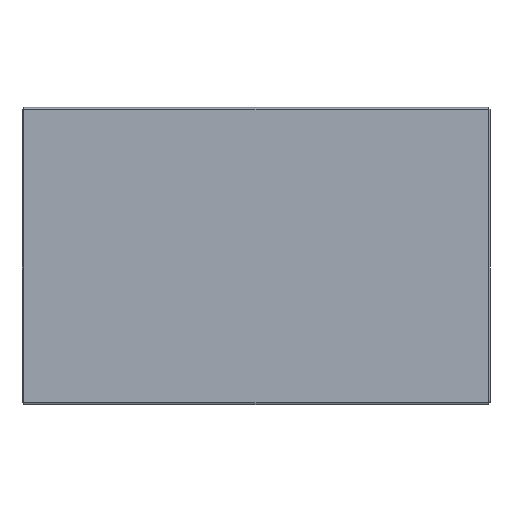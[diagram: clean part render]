
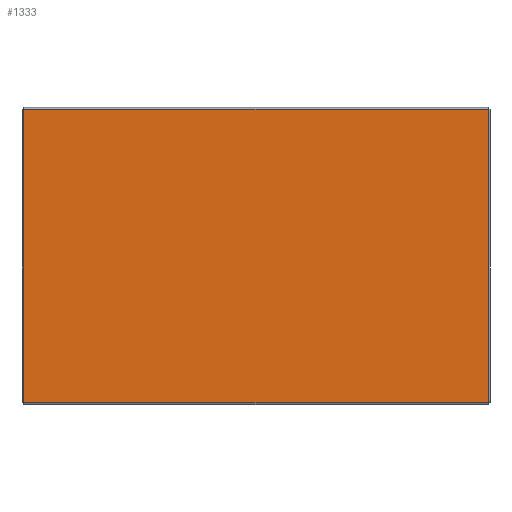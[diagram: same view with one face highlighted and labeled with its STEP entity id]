
A CAD part, top view. The second image highlights one B-rep face of the part: STEP entity #1333.
In plain terms, the highlighted planar face has unit normal (0, 0, 1).
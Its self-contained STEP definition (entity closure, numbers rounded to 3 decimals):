
#64 = DIRECTION ( 'NONE',  ( 0., -1., 0. ) ) ;
#218 = EDGE_CURVE ( 'NONE', #1194, #1282, #578, .T. ) ;
#220 = DIRECTION ( 'NONE',  ( 1., 0., 0. ) ) ;
#249 = DIRECTION ( 'NONE',  ( 0., 1., 0. ) ) ;
#297 = ORIENTED_EDGE ( 'NONE', *, *, #218, .F. ) ;
#302 = CARTESIAN_POINT ( 'NONE',  ( 450., -284.5, 0. ) ) ;
#340 = VERTEX_POINT ( 'NONE', #302 ) ;
#383 = VECTOR ( 'NONE', #249, 1000. ) ;
#430 = ORIENTED_EDGE ( 'NONE', *, *, #495, .T. ) ;
#495 = EDGE_CURVE ( 'NONE', #511, #1282, #509, .T. ) ;
#509 = LINE ( 'NONE', #1102, #1373 ) ;
#511 = VERTEX_POINT ( 'NONE', #975 ) ;
#529 = ORIENTED_EDGE ( 'NONE', *, *, #1009, .F. ) ;
#541 = AXIS2_PLACEMENT_3D ( 'NONE', #594, #1246, #1121 ) ;
#578 = LINE ( 'NONE', #1668, #383 ) ;
#594 = CARTESIAN_POINT ( 'NONE',  ( 0., 0., 0. ) ) ;
#706 = DIRECTION ( 'NONE',  ( -1., 0., 0. ) ) ;
#937 = LINE ( 'NONE', #1242, #1327 ) ;
#975 = CARTESIAN_POINT ( 'NONE',  ( 450., 284.5, 0. ) ) ;
#981 = VECTOR ( 'NONE', #220, 1000. ) ;
#1009 = EDGE_CURVE ( 'NONE', #511, #340, #937, .T. ) ;
#1102 = CARTESIAN_POINT ( 'NONE',  ( -453., 284.5, 0. ) ) ;
#1121 = DIRECTION ( 'NONE',  ( 1., 0., 0. ) ) ;
#1122 = EDGE_CURVE ( 'NONE', #1194, #340, #1274, .T. ) ;
#1194 = VERTEX_POINT ( 'NONE', #1671 ) ;
#1236 = EDGE_LOOP ( 'NONE', ( #430, #297, #1257, #529 ) ) ;
#1242 = CARTESIAN_POINT ( 'NONE',  ( 450., 284.5, 0. ) ) ;
#1246 = DIRECTION ( 'NONE',  ( 0., 0., 1. ) ) ;
#1257 = ORIENTED_EDGE ( 'NONE', *, *, #1122, .T. ) ;
#1274 = LINE ( 'NONE', #1275, #981 ) ;
#1275 = CARTESIAN_POINT ( 'NONE',  ( -453., -284.5, 0. ) ) ;
#1282 = VERTEX_POINT ( 'NONE', #1593 ) ;
#1327 = VECTOR ( 'NONE', #64, 1000. ) ;
#1333 = ADVANCED_FACE ( 'NONE', ( #1559 ), #1502, .T. ) ;
#1373 = VECTOR ( 'NONE', #706, 1000. ) ;
#1502 = PLANE ( 'NONE',  #541 ) ;
#1559 = FACE_OUTER_BOUND ( 'NONE', #1236, .T. ) ;
#1593 = CARTESIAN_POINT ( 'NONE',  ( -450., 284.5, 0. ) ) ;
#1668 = CARTESIAN_POINT ( 'NONE',  ( -450., -284.5, 0. ) ) ;
#1671 = CARTESIAN_POINT ( 'NONE',  ( -450., -284.5, 0. ) ) ;
